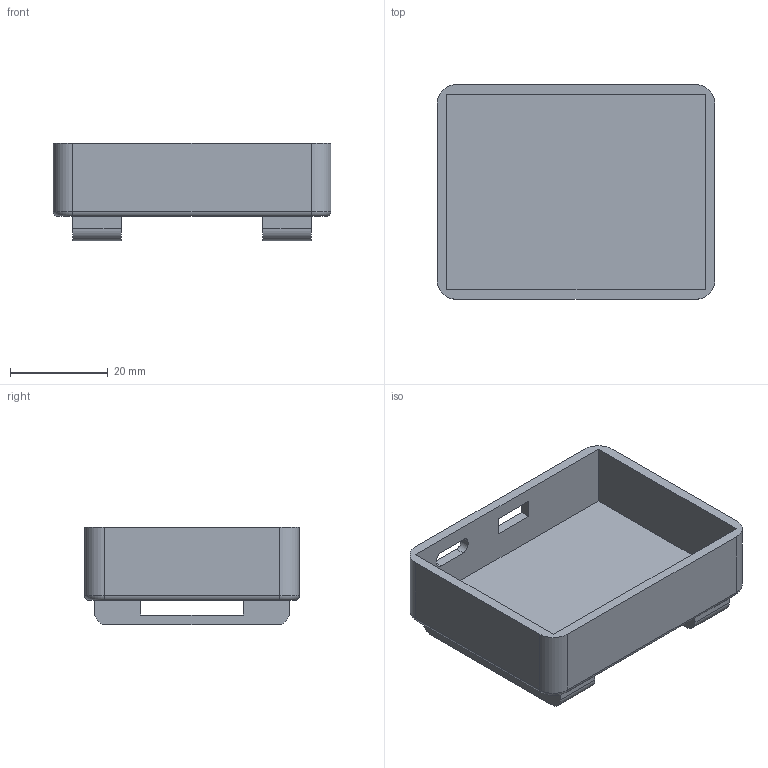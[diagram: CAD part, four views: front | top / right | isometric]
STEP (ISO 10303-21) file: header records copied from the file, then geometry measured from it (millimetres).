
FILE_DESCRIPTION(/* description */ (''),/* implementation_level */ '2;1');
FILE_NAME(/* name */ 'Piko_Base.step',/* time_stamp */ '2025-05-25T14:16:45+02:00',/* author */ (''),/* organization */ (''),/* preprocessor_version */ 'ST-DEVELOPER v20.1',/* originating_system */ 'Autodesk Translation Framework v14.10.0.0',/* authorisation */ '');
FILE_SCHEMA (('AUTOMOTIVE_DESIGN { 1 0 10303 214 3 1 1 }'));
Length unit declared in the file: millimetre
Products named in the file (1): base_bottom_2
Bounding box: 57 x 44 x 20 mm (x, y, z)
Volume: 12335.7 mm3; surface area: 11964 mm2
Topology: 1 solids, 1 shells, 153 faces, 415 edges, 274 vertices
Faces by surface type: plane 84, bspline 48, cylinder 17, torus 4
Entity records: 5272 total; most frequent: CARTESIAN_POINT 1659, ORIENTED_EDGE 830, DIRECTION 569, EDGE_CURVE 415, LINE 281, VECTOR 281, VERTEX_POINT 274, EDGE_LOOP 171
